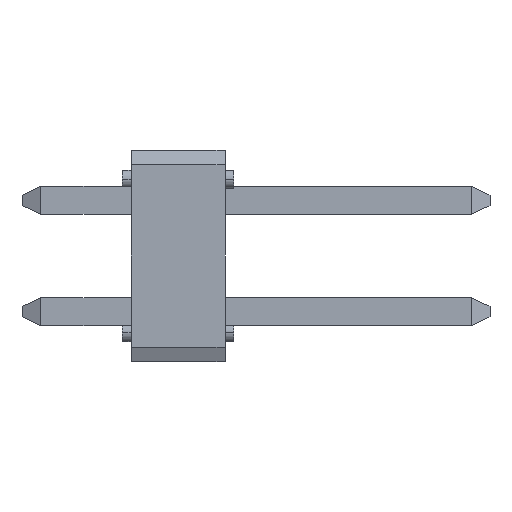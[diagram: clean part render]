
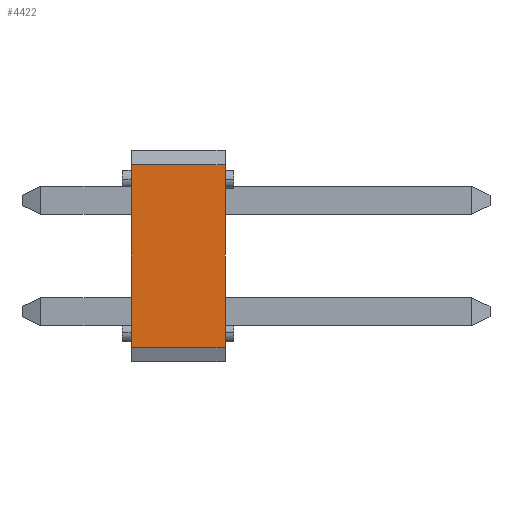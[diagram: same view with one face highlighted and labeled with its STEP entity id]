
A CAD part, front view. The second image highlights one B-rep face of the part: STEP entity #4422.
In plain terms, the highlighted planar face has unit normal (0, -1, 0).
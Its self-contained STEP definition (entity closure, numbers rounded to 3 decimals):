
#530=DIRECTION('',(1.,0.,0.));
#531=VECTOR('',#530,2.14);
#532=CARTESIAN_POINT('',(0.,-12.7,-2.075));
#533=LINE('1819',#532,#531);
#538=DIRECTION('',(0.,0.,1.));
#539=VECTOR('',#538,4.15);
#540=CARTESIAN_POINT('',(0.,-12.7,-2.075));
#541=LINE('1592',#540,#539);
#542=DIRECTION('',(1.,0.,0.));
#543=VECTOR('',#542,2.14);
#544=CARTESIAN_POINT('',(0.,-12.7,2.075));
#545=LINE('1820',#544,#543);
#546=DIRECTION('',(0.,0.,-1.));
#547=VECTOR('',#546,4.15);
#548=CARTESIAN_POINT('',(2.14,-12.7,2.075));
#549=LINE('1678',#548,#547);
#3220=CARTESIAN_POINT('',(0.,-12.7,2.075));
#3221=VERTEX_POINT('',#3220);
#3222=CARTESIAN_POINT('',(0.,-12.7,-2.075));
#3223=VERTEX_POINT('',#3222);
#3304=CARTESIAN_POINT('',(2.14,-12.7,-2.075));
#3305=VERTEX_POINT('',#3304);
#3306=CARTESIAN_POINT('',(2.14,-12.7,2.075));
#3307=VERTEX_POINT('',#3306);
#4409=CARTESIAN_POINT('',(1.07,-12.7,0.));
#4410=DIRECTION('',(0.,1.,0.));
#4411=DIRECTION('',(0.,0.,-1.));
#4412=AXIS2_PLACEMENT_3D('',#4409,#4410,#4411);
#4413=PLANE('2035',#4412);
#4414=ORIENTED_EDGE('1819',*,*,#4401,.F.);
#4415=ORIENTED_EDGE('1592',*,*,#4137,.T.);
#4417=ORIENTED_EDGE('1820',*,*,#4416,.T.);
#4419=ORIENTED_EDGE('1678',*,*,#4418,.T.);
#4420=EDGE_LOOP('2035',(#4414,#4415,#4417,#4419));
#4421=FACE_OUTER_BOUND('2035',#4420,.F.);
#4137=EDGE_CURVE('1592',#3223,#3221,#541,.T.);
#4401=EDGE_CURVE('1819',#3223,#3305,#533,.T.);
#4416=EDGE_CURVE('1820',#3221,#3307,#545,.T.);
#4418=EDGE_CURVE('1678',#3307,#3305,#549,.T.);
#4422=ADVANCED_FACE('2035',(#4421),#4413,.F.);
